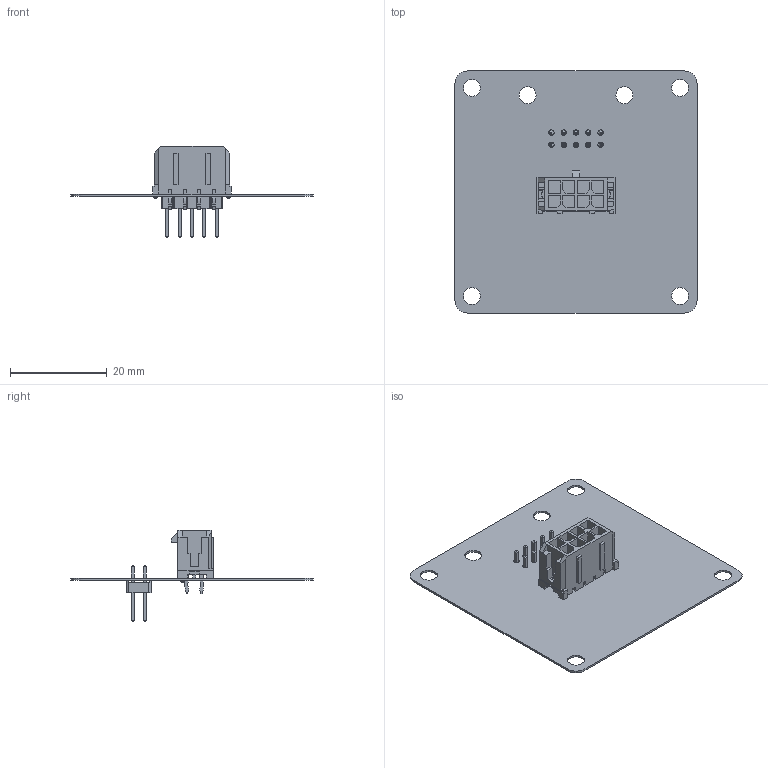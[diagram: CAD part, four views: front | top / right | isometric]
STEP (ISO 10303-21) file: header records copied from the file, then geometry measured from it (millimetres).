
FILE_DESCRIPTION(('Open CASCADE Model'),'2;1');
FILE_NAME('Open CASCADE Shape Model','2021-06-01T21:40:47',('Author'),( 'Open CASCADE'),'Open CASCADE STEP processor 6.8','Open CASCADE 6.8' ,'Unknown');
FILE_SCHEMA(('AUTOMOTIVE_DESIGN { 1 0 10303 214 1 1 1 1 }'));
Length unit declared in the file: millimetre
Products named in the file (1): PCB
Bounding box: 50 x 50 x 18.91 mm (x, y, z)
Volume: 1635.2 mm3; surface area: 6916.9 mm2
Topology: 2 solids, 236 shells, 606 faces, 2136 edges, 1806 vertices
Faces by surface type: plane 551, cylinder 51, cone 4
Full cylindrical faces by diameter (mm): 1.07 x10, 1.1 x10, 3.5 x6
Entity records: 24759 total; most frequent: CARTESIAN_POINT 4549, DIRECTION 3476, ORIENTED_EDGE 3112, EDGE_CURVE 2112, LINE 2010, VECTOR 2010, VERTEX_POINT 1758, AXIS2_PLACEMENT_3D 733
